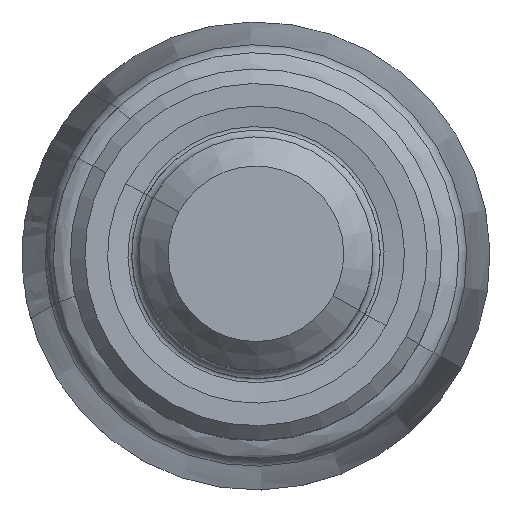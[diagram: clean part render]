
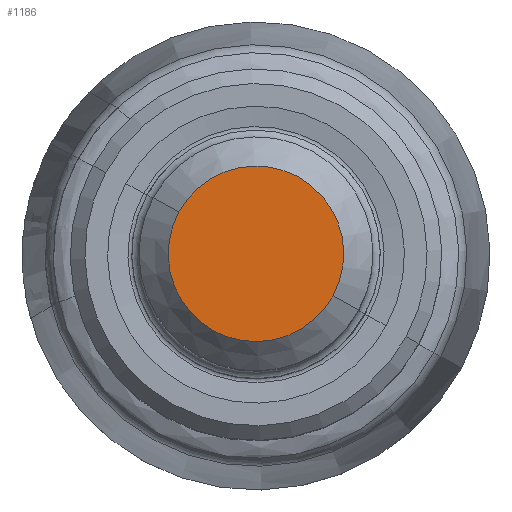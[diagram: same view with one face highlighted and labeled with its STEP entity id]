
A CAD part, top view. The second image highlights one B-rep face of the part: STEP entity #1186.
In plain terms, the highlighted planar face has unit normal (0, 0, 1).
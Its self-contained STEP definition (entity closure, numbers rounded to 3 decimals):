
#1129=CARTESIAN_POINT('Vertex',(-2.633,1.438,44.)) ;
#1132=CARTESIAN_POINT('Axis2P3D Location',(0.,0.,44.)) ;
#1136=CARTESIAN_POINT('Vertex',(2.633,-1.438,44.)) ;
#1151=CARTESIAN_POINT('Axis2P3D Location',(0.,0.,44.)) ;
#1177=CARTESIAN_POINT('Axis2P3D Location',(0.,0.,44.)) ;
#1133=DIRECTION('Axis2P3D Direction',(0.,0.,-1.)) ;
#1152=DIRECTION('Axis2P3D Direction',(0.,0.,-1.)) ;
#1178=DIRECTION('Axis2P3D Direction',(0.,0.,-1.)) ;
#1179=DIRECTION('Axis2P3D XDirection',(1.,0.,0.)) ;
#1134=AXIS2_PLACEMENT_3D('Circle Axis2P3D',#1132,#1133,$) ;
#1153=AXIS2_PLACEMENT_3D('Circle Axis2P3D',#1151,#1152,$) ;
#1180=AXIS2_PLACEMENT_3D('Plane Axis2P3D',#1177,#1178,#1179) ;
#1183=ORIENTED_EDGE('',*,*,#1138,.F.) ;
#1184=ORIENTED_EDGE('',*,*,#1155,.F.) ;
#1186=ADVANCED_FACE('Hauptk\X2\00F6\X0\rper',(#1185),#1181,.F.) ;
#1135=CIRCLE('generated circle',#1134,3.) ;
#1154=CIRCLE('generated circle',#1153,3.) ;
#1138=EDGE_CURVE('',#1130,#1137,#1135,.T.) ;
#1155=EDGE_CURVE('',#1137,#1130,#1154,.T.) ;
#1182=EDGE_LOOP('',(#1183,#1184)) ;
#1185=FACE_OUTER_BOUND('',#1182,.T.) ;
#1181=PLANE('',#1180) ;
#1130=VERTEX_POINT('',#1129) ;
#1137=VERTEX_POINT('',#1136) ;
